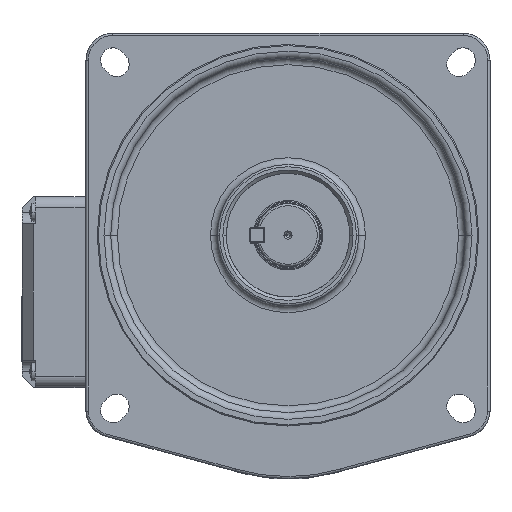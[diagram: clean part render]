
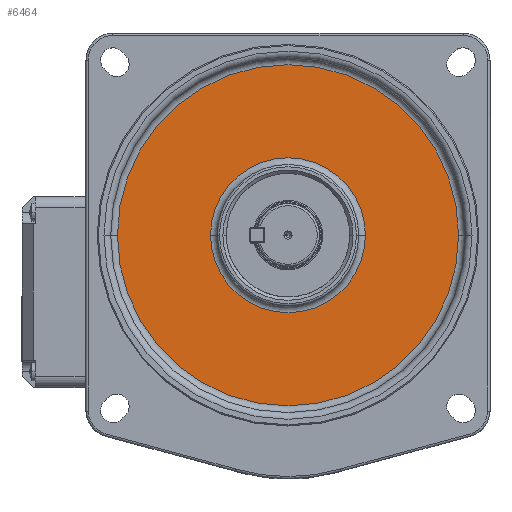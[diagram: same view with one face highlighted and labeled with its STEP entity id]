
A CAD part, top view. The second image highlights one B-rep face of the part: STEP entity #6464.
In plain terms, the highlighted face is planar.
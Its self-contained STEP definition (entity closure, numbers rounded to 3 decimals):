
#5965 = VERTEX_POINT ( 'NONE', #32184 ) ;
#5979 = EDGE_CURVE ( 'NONE', #6324, #38505, #32238, .T. ) ;
#6324 = VERTEX_POINT ( 'NONE', #32817 ) ;
#6444 = EDGE_LOOP ( 'NONE', ( #6489, #6453 ) ) ;
#6445 = ORIENTED_EDGE ( 'NONE', *, *, #6622, .T. ) ;
#6453 = ORIENTED_EDGE ( 'NONE', *, *, #6501, .T. ) ;
#6456 = ORIENTED_EDGE ( 'NONE', *, *, #6614, .T. ) ;
#6464 = ADVANCED_FACE ( 'NONE', ( #33086, #33073 ), #33071, .T. ) ;
#6486 = EDGE_LOOP ( 'NONE', ( #6456, #6445 ) ) ;
#6489 = ORIENTED_EDGE ( 'NONE', *, *, #5979, .T. ) ;
#6501 = EDGE_CURVE ( 'NONE', #38505, #6324, #33190, .T. ) ;
#6614 = EDGE_CURVE ( 'NONE', #5965, #38488, #33373, .T. ) ;
#6622 = EDGE_CURVE ( 'NONE', #38488, #5965, #33370, .T. ) ;
#32184 = CARTESIAN_POINT ( 'NONE',  ( -76., 25., -84.5 ) ) ;
#32222 = DIRECTION ( 'NONE',  ( -1., 0., 0. ) ) ;
#32224 = DIRECTION ( 'NONE',  ( 0., 0., 1. ) ) ;
#32226 = AXIS2_PLACEMENT_3D ( 'NONE', #32235, #32224, #32222 ) ;
#32235 = CARTESIAN_POINT ( 'NONE',  ( 0., 25., -84.5 ) ) ;
#32238 = CIRCLE ( 'NONE', #32226, 34.5 ) ;
#32817 = CARTESIAN_POINT ( 'NONE',  ( -34.5, 25., -84.5 ) ) ;
#33066 = AXIS2_PLACEMENT_3D ( 'NONE', #33124, #33123, #33122 ) ;
#33071 = PLANE ( 'NONE',  #33066 ) ;
#33073 = FACE_BOUND ( 'NONE', #6444, .T. ) ;
#33086 = FACE_OUTER_BOUND ( 'NONE', #6486, .T. ) ;
#33122 = DIRECTION ( 'NONE',  ( -1., 0., 0. ) ) ;
#33123 = DIRECTION ( 'NONE',  ( 0., 0., -1. ) ) ;
#33124 = CARTESIAN_POINT ( 'NONE',  ( -208.565, 15.75, -84.5 ) ) ;
#33186 = DIRECTION ( 'NONE',  ( -1., 0., 0. ) ) ;
#33187 = DIRECTION ( 'NONE',  ( 0., 0., 1. ) ) ;
#33188 = CARTESIAN_POINT ( 'NONE',  ( 0., 25., -84.5 ) ) ;
#33189 = AXIS2_PLACEMENT_3D ( 'NONE', #33188, #33187, #33186 ) ;
#33190 = CIRCLE ( 'NONE', #33189, 34.5 ) ;
#33366 = DIRECTION ( 'NONE',  ( -1., 0., 0. ) ) ;
#33367 = DIRECTION ( 'NONE',  ( 0., 0., -1. ) ) ;
#33368 = CARTESIAN_POINT ( 'NONE',  ( 0., 25., -84.5 ) ) ;
#33370 = CIRCLE ( 'NONE', #33424, 76. ) ;
#33373 = CIRCLE ( 'NONE', #33374, 76. ) ;
#33374 = AXIS2_PLACEMENT_3D ( 'NONE', #33380, #33367, #33366 ) ;
#33380 = CARTESIAN_POINT ( 'NONE',  ( 0., 25., -84.5 ) ) ;
#33408 = DIRECTION ( 'NONE',  ( -1., 0., 0. ) ) ;
#33409 = DIRECTION ( 'NONE',  ( 0., 0., -1. ) ) ;
#33424 = AXIS2_PLACEMENT_3D ( 'NONE', #33368, #33409, #33408 ) ;
#38488 = VERTEX_POINT ( 'NONE', #52797 ) ;
#38505 = VERTEX_POINT ( 'NONE', #52860 ) ;
#52797 = CARTESIAN_POINT ( 'NONE',  ( 76., 25., -84.5 ) ) ;
#52860 = CARTESIAN_POINT ( 'NONE',  ( 34.5, 25., -84.5 ) ) ;
